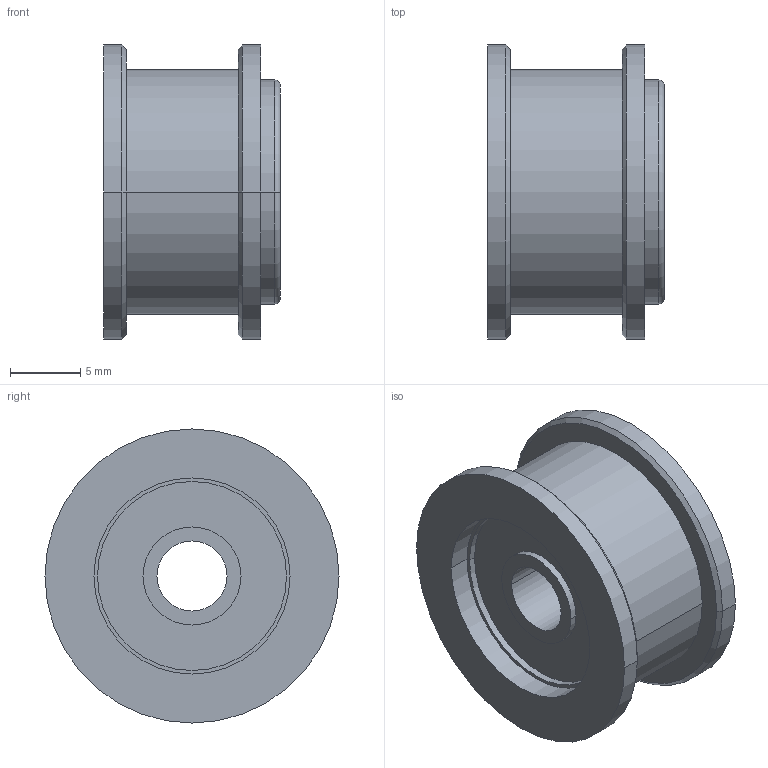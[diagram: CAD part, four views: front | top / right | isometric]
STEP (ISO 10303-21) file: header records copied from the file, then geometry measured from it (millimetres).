
FILE_DESCRIPTION((''),'2;1');
FILE_NAME('B30041_ASM','2013-07-22T',('Barton'),(''),'PRO/ENGINEER BY PARAMETRIC TECHNOLOGY CORPORATION, 2013150','PRO/ENGINEER BY PARAMETRIC TECHNOLOGY CORPORATION, 2013150','');
FILE_SCHEMA(('CONFIG_CONTROL_DESIGN'));
Products named in the file (4): B17023; BEARING_5_16_5; B18026; B30041_ASM
Assembly tree (4 placements, depth 2):
  B30041_ASM
    B17023
    BEARING_5_16_5  x2
    B18026
Bounding box: 12.6 x 21 x 21 mm (x, y, z)
Volume: 1884.7 mm3; surface area: 4125.3 mm2
Topology: 4 solids, 6 shells, 79 faces, 158 edges, 98 vertices
Faces by surface type: cylinder 38, plane 19, torus 16, cone 6
Entity records: 1736 total; most frequent: DIRECTION 302, CARTESIAN_POINT 233, ORIENTED_EDGE 212, AXIS2_PLACEMENT_3D 135, EDGE_CURVE 106, CIRCLE 74, VERTEX_POINT 66, EDGE_LOOP 66
